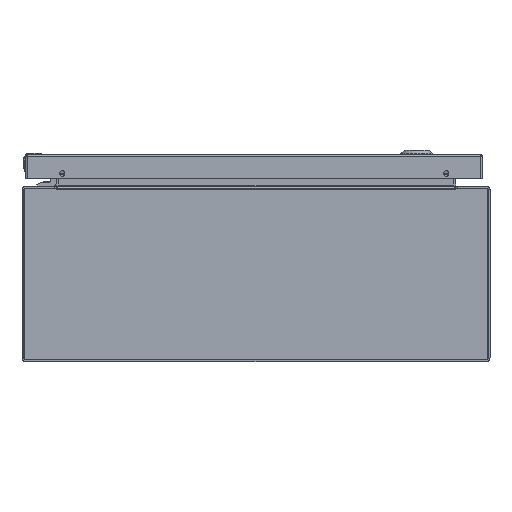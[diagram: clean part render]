
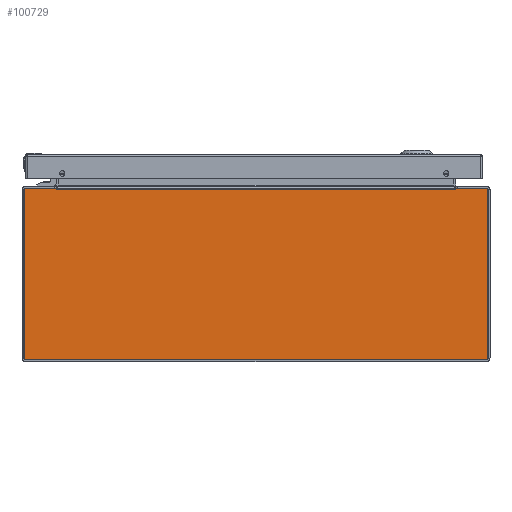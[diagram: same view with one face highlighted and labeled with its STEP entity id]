
A CAD part, front view. The second image highlights one B-rep face of the part: STEP entity #100729.
In plain terms, the highlighted planar face has unit normal (0, -1, 0).
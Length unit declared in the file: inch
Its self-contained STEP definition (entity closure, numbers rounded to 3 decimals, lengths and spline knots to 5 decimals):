
#1069 = VERTEX_POINT ( 'NONE', #101068 ) ;
#2483 = ORIENTED_EDGE ( 'NONE', *, *, #8516, .F. ) ;
#3801 = EDGE_CURVE ( 'NONE', #98081, #122030, #137247, .T. ) ;
#5368 = FACE_OUTER_BOUND ( 'NONE', #58158, .T. ) ;
#5389 = ORIENTED_EDGE ( 'NONE', *, *, #32082, .T. ) ;
#5712 = LINE ( 'NONE', #35112, #74224 ) ;
#7828 = LINE ( 'NONE', #152817, #109540 ) ;
#8516 = EDGE_CURVE ( 'NONE', #122030, #16283, #129758, .T. ) ;
#10597 = CARTESIAN_POINT ( 'NONE',  ( -7.857, -15., 2.937 ) ) ;
#12545 = CIRCLE ( 'NONE', #78944, 0.08 ) ;
#12765 = LINE ( 'NONE', #37048, #152062 ) ;
#15098 = DIRECTION ( 'NONE',  ( 0., 1., 0. ) ) ;
#15144 = DIRECTION ( 'NONE',  ( -1., 0., 0. ) ) ;
#15980 = CARTESIAN_POINT ( 'NONE',  ( 0., -15., -2.937 ) ) ;
#16283 = VERTEX_POINT ( 'NONE', #159321 ) ;
#20074 = DIRECTION ( 'NONE',  ( 0., -1., 0. ) ) ;
#20964 = PLANE ( 'NONE',  #78093 ) ;
#21047 = DIRECTION ( 'NONE',  ( 1., 0., 0. ) ) ;
#21512 = AXIS2_PLACEMENT_3D ( 'NONE', #87352, #152753, #139923 ) ;
#22912 = ORIENTED_EDGE ( 'NONE', *, *, #145321, .F. ) ;
#26289 = DIRECTION ( 'NONE',  ( 0., 0., -1. ) ) ;
#32082 = EDGE_CURVE ( 'NONE', #129329, #166149, #110632, .T. ) ;
#32091 = CARTESIAN_POINT ( 'NONE',  ( -7.937, -15., -2.857 ) ) ;
#32943 = DIRECTION ( 'NONE',  ( -0.174, 0., -0.985 ) ) ;
#33074 = DIRECTION ( 'NONE',  ( 0., 0., -1. ) ) ;
#33376 = ORIENTED_EDGE ( 'NONE', *, *, #3801, .F. ) ;
#33708 = CARTESIAN_POINT ( 'NONE',  ( -6.82312, -15., 2.937 ) ) ;
#35112 = CARTESIAN_POINT ( 'NONE',  ( 0., -15., 2.883 ) ) ;
#37048 = CARTESIAN_POINT ( 'NONE',  ( -6.81836, -15., 2.91 ) ) ;
#38334 = LINE ( 'NONE', #139361, #78135 ) ;
#38751 = CARTESIAN_POINT ( 'NONE',  ( 7.937, -15., 2.857 ) ) ;
#39053 = CARTESIAN_POINT ( 'NONE',  ( -7.937, -15., 0. ) ) ;
#40120 = VERTEX_POINT ( 'NONE', #152600 ) ;
#41297 = DIRECTION ( 'NONE',  ( 1., 0., 0. ) ) ;
#42391 = EDGE_CURVE ( 'NONE', #103265, #146369, #12545, .T. ) ;
#43400 = CIRCLE ( 'NONE', #112317, 0.08 ) ;
#45838 = ORIENTED_EDGE ( 'NONE', *, *, #148929, .F. ) ;
#49137 = VERTEX_POINT ( 'NONE', #131499 ) ;
#50430 = DIRECTION ( 'NONE',  ( 0., 0., -1. ) ) ;
#53138 = ORIENTED_EDGE ( 'NONE', *, *, #167672, .F. ) ;
#57017 = CARTESIAN_POINT ( 'NONE',  ( 7.857, -15., 2.937 ) ) ;
#58158 = EDGE_LOOP ( 'NONE', ( #138044, #139020, #2483, #33376, #22912, #85389, #53138, #149017, #45838, #156044, #5389, #170552, #159078, #161296 ) ) ;
#58165 = CARTESIAN_POINT ( 'NONE',  ( 0., -15., 0. ) ) ;
#63852 = AXIS2_PLACEMENT_3D ( 'NONE', #130744, #145288, #50430 ) ;
#64251 = CARTESIAN_POINT ( 'NONE',  ( 6.8136, -15., 2.883 ) ) ;
#66159 = VECTOR ( 'NONE', #141544, 39.37008 ) ;
#68422 = DIRECTION ( 'NONE',  ( -1., 0., 0. ) ) ;
#72852 = VECTOR ( 'NONE', #68422, 39.37008 ) ;
#73997 = VERTEX_POINT ( 'NONE', #153955 ) ;
#74224 = VECTOR ( 'NONE', #85325, 39.37008 ) ;
#74956 = CARTESIAN_POINT ( 'NONE',  ( 6.798, -15., 2.883 ) ) ;
#75192 = CARTESIAN_POINT ( 'NONE',  ( -6.8136, -15., 2.883 ) ) ;
#75607 = CARTESIAN_POINT ( 'NONE',  ( 7.937, -15., 0. ) ) ;
#78093 = AXIS2_PLACEMENT_3D ( 'NONE', #58165, #20074, #33074 ) ;
#78135 = VECTOR ( 'NONE', #21047, 39.37008 ) ;
#78944 = AXIS2_PLACEMENT_3D ( 'NONE', #168422, #115937, #144275 ) ;
#85325 = DIRECTION ( 'NONE',  ( -1., 0., 0. ) ) ;
#85389 = ORIENTED_EDGE ( 'NONE', *, *, #88126, .F. ) ;
#87352 = CARTESIAN_POINT ( 'NONE',  ( -7.857, -15., -2.857 ) ) ;
#87840 = EDGE_CURVE ( 'NONE', #143155, #125155, #169838, .T. ) ;
#88126 = EDGE_CURVE ( 'NONE', #49137, #40120, #43400, .T. ) ;
#89019 = LINE ( 'NONE', #154408, #66159 ) ;
#93025 = LINE ( 'NONE', #15980, #103834 ) ;
#98081 = VERTEX_POINT ( 'NONE', #126865 ) ;
#100729 = ADVANCED_FACE ( 'NONE', ( #5368 ), #20964, .T. ) ;
#101068 = CARTESIAN_POINT ( 'NONE',  ( 6.82312, -15., 2.937 ) ) ;
#103265 = VERTEX_POINT ( 'NONE', #57017 ) ;
#103834 = VECTOR ( 'NONE', #15144, 39.37008 ) ;
#105056 = DIRECTION ( 'NONE',  ( 0., 0., -1. ) ) ;
#109540 = VECTOR ( 'NONE', #32943, 39.37008 ) ;
#110632 = LINE ( 'NONE', #124406, #72852 ) ;
#112193 = VECTOR ( 'NONE', #41297, 39.37008 ) ;
#112317 = AXIS2_PLACEMENT_3D ( 'NONE', #133460, #15098, #105056 ) ;
#115263 = LINE ( 'NONE', #75607, #163220 ) ;
#115336 = EDGE_CURVE ( 'NONE', #16283, #143155, #149125, .T. ) ;
#115609 = VERTEX_POINT ( 'NONE', #75192 ) ;
#115937 = DIRECTION ( 'NONE',  ( 0., 1., 0. ) ) ;
#121967 = EDGE_CURVE ( 'NONE', #1069, #129329, #7828, .T. ) ;
#122030 = VERTEX_POINT ( 'NONE', #32091 ) ;
#123263 = EDGE_CURVE ( 'NONE', #166149, #73997, #5712, .T. ) ;
#124406 = CARTESIAN_POINT ( 'NONE',  ( 6.80579, -15., 2.883 ) ) ;
#125155 = VERTEX_POINT ( 'NONE', #33708 ) ;
#126806 = VECTOR ( 'NONE', #145176, 39.37008 ) ;
#126865 = CARTESIAN_POINT ( 'NONE',  ( -7.857, -15., -2.937 ) ) ;
#129329 = VERTEX_POINT ( 'NONE', #64251 ) ;
#129448 = DIRECTION ( 'NONE',  ( 0.174, 0., -0.985 ) ) ;
#129616 = EDGE_CURVE ( 'NONE', #125155, #115609, #12765, .T. ) ;
#129758 = LINE ( 'NONE', #39053, #126806 ) ;
#130744 = CARTESIAN_POINT ( 'NONE',  ( -7.857, -15., 2.857 ) ) ;
#131499 = CARTESIAN_POINT ( 'NONE',  ( 7.937, -15., -2.857 ) ) ;
#133460 = CARTESIAN_POINT ( 'NONE',  ( 7.857, -15., -2.857 ) ) ;
#134032 = EDGE_CURVE ( 'NONE', #115609, #73997, #38334, .T. ) ;
#137247 = CIRCLE ( 'NONE', #21512, 0.08 ) ;
#138044 = ORIENTED_EDGE ( 'NONE', *, *, #87840, .F. ) ;
#139020 = ORIENTED_EDGE ( 'NONE', *, *, #115336, .F. ) ;
#139361 = CARTESIAN_POINT ( 'NONE',  ( -6.80579, -15., 2.883 ) ) ;
#139923 = DIRECTION ( 'NONE',  ( 0., 0., -1. ) ) ;
#141544 = DIRECTION ( 'NONE',  ( 1., 0., 0. ) ) ;
#143155 = VERTEX_POINT ( 'NONE', #10597 ) ;
#144275 = DIRECTION ( 'NONE',  ( 0., 0., -1. ) ) ;
#145176 = DIRECTION ( 'NONE',  ( 0., 0., 1. ) ) ;
#145288 = DIRECTION ( 'NONE',  ( 0., 1., 0. ) ) ;
#145321 = EDGE_CURVE ( 'NONE', #40120, #98081, #93025, .T. ) ;
#146369 = VERTEX_POINT ( 'NONE', #38751 ) ;
#148929 = EDGE_CURVE ( 'NONE', #1069, #103265, #89019, .T. ) ;
#149017 = ORIENTED_EDGE ( 'NONE', *, *, #42391, .F. ) ;
#149125 = CIRCLE ( 'NONE', #63852, 0.08 ) ;
#152062 = VECTOR ( 'NONE', #129448, 39.37008 ) ;
#152600 = CARTESIAN_POINT ( 'NONE',  ( 7.857, -15., -2.937 ) ) ;
#152753 = DIRECTION ( 'NONE',  ( 0., 1., 0. ) ) ;
#152817 = CARTESIAN_POINT ( 'NONE',  ( 6.81836, -15., 2.91 ) ) ;
#153955 = CARTESIAN_POINT ( 'NONE',  ( -6.798, -15., 2.883 ) ) ;
#154408 = CARTESIAN_POINT ( 'NONE',  ( 0., -15., 2.937 ) ) ;
#156044 = ORIENTED_EDGE ( 'NONE', *, *, #121967, .T. ) ;
#159078 = ORIENTED_EDGE ( 'NONE', *, *, #134032, .F. ) ;
#159321 = CARTESIAN_POINT ( 'NONE',  ( -7.937, -15., 2.857 ) ) ;
#159429 = CARTESIAN_POINT ( 'NONE',  ( 0., -15., 2.937 ) ) ;
#161296 = ORIENTED_EDGE ( 'NONE', *, *, #129616, .F. ) ;
#163220 = VECTOR ( 'NONE', #26289, 39.37008 ) ;
#166149 = VERTEX_POINT ( 'NONE', #74956 ) ;
#167672 = EDGE_CURVE ( 'NONE', #146369, #49137, #115263, .T. ) ;
#168422 = CARTESIAN_POINT ( 'NONE',  ( 7.857, -15., 2.857 ) ) ;
#169838 = LINE ( 'NONE', #159429, #112193 ) ;
#170552 = ORIENTED_EDGE ( 'NONE', *, *, #123263, .T. ) ;
